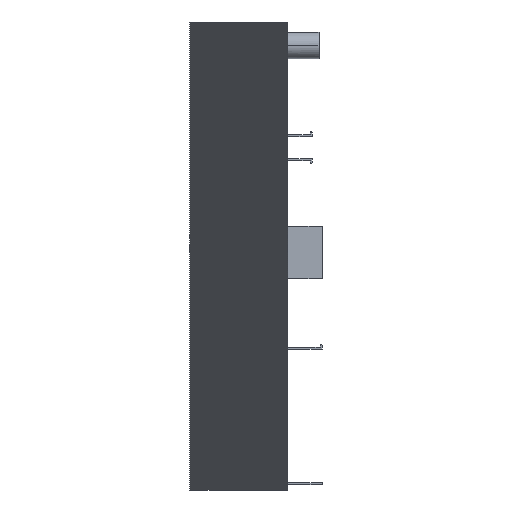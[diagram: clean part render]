
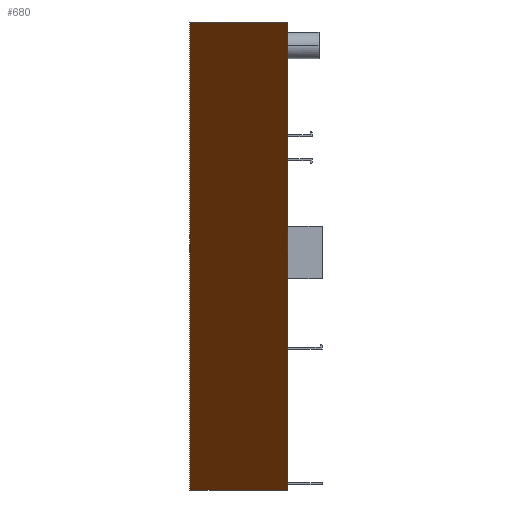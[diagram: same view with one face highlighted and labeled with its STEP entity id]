
A CAD part, left-side view. The second image highlights one B-rep face of the part: STEP entity #680.
In plain terms, the highlighted planar face has unit normal (-0.441, 0.897, 0).
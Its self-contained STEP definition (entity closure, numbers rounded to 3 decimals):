
#481 = DIRECTION ( 'NONE',  ( 0., 0., -1. ) ) ;
#556 = VECTOR ( 'NONE', #3165, 1000. ) ;
#680 = ADVANCED_FACE ( 'NONE', ( #1291 ), #690, .T. ) ;
#690 = PLANE ( 'NONE',  #1531 ) ;
#727 = VECTOR ( 'NONE', #481, 1000. ) ;
#766 = CARTESIAN_POINT ( 'NONE',  ( 29.29, 106.168, 447. ) ) ;
#867 = EDGE_CURVE ( 'NONE', #2678, #1936, #2973, .T. ) ;
#1077 = VECTOR ( 'NONE', #1486, 1000. ) ;
#1186 = VERTEX_POINT ( 'NONE', #766 ) ;
#1230 = DIRECTION ( 'NONE',  ( -0.898, -0.441, 0. ) ) ;
#1273 = ORIENTED_EDGE ( 'NONE', *, *, #2088, .T. ) ;
#1282 = EDGE_CURVE ( 'NONE', #1540, #1936, #2076, .T. ) ;
#1291 = FACE_OUTER_BOUND ( 'NONE', #2214, .T. ) ;
#1299 = LINE ( 'NONE', #3146, #556 ) ;
#1308 = CARTESIAN_POINT ( 'NONE',  ( -36.323, 73.932, 447. ) ) ;
#1335 = CARTESIAN_POINT ( 'NONE',  ( 29.29, 106.168, 0. ) ) ;
#1486 = DIRECTION ( 'NONE',  ( 0.898, 0.441, 0. ) ) ;
#1531 = AXIS2_PLACEMENT_3D ( 'NONE', #1308, #3452, #1230 ) ;
#1540 = VERTEX_POINT ( 'NONE', #3377 ) ;
#1609 = CARTESIAN_POINT ( 'NONE',  ( -36.323, 73.932, 0. ) ) ;
#1776 = VECTOR ( 'NONE', #3509, 1000. ) ;
#1936 = VERTEX_POINT ( 'NONE', #3315 ) ;
#2076 = LINE ( 'NONE', #2904, #727 ) ;
#2088 = EDGE_CURVE ( 'NONE', #1186, #1540, #1299, .T. ) ;
#2214 = EDGE_LOOP ( 'NONE', ( #2655, #3064, #1273, #2460 ) ) ;
#2234 = EDGE_CURVE ( 'NONE', #1186, #2678, #3271, .T. ) ;
#2431 = CARTESIAN_POINT ( 'NONE',  ( 29.29, 106.168, 447. ) ) ;
#2460 = ORIENTED_EDGE ( 'NONE', *, *, #1282, .T. ) ;
#2655 = ORIENTED_EDGE ( 'NONE', *, *, #867, .F. ) ;
#2678 = VERTEX_POINT ( 'NONE', #1335 ) ;
#2904 = CARTESIAN_POINT ( 'NONE',  ( 219.29, 199.515, 447. ) ) ;
#2973 = LINE ( 'NONE', #1609, #1077 ) ;
#3064 = ORIENTED_EDGE ( 'NONE', *, *, #2234, .F. ) ;
#3146 = CARTESIAN_POINT ( 'NONE',  ( -36.323, 73.932, 447. ) ) ;
#3165 = DIRECTION ( 'NONE',  ( 0.898, 0.441, 0. ) ) ;
#3271 = LINE ( 'NONE', #2431, #1776 ) ;
#3315 = CARTESIAN_POINT ( 'NONE',  ( 219.29, 199.515, 0. ) ) ;
#3377 = CARTESIAN_POINT ( 'NONE',  ( 219.29, 199.515, 447. ) ) ;
#3452 = DIRECTION ( 'NONE',  ( -0.441, 0.898, 0. ) ) ;
#3509 = DIRECTION ( 'NONE',  ( 0., 0., -1. ) ) ;
